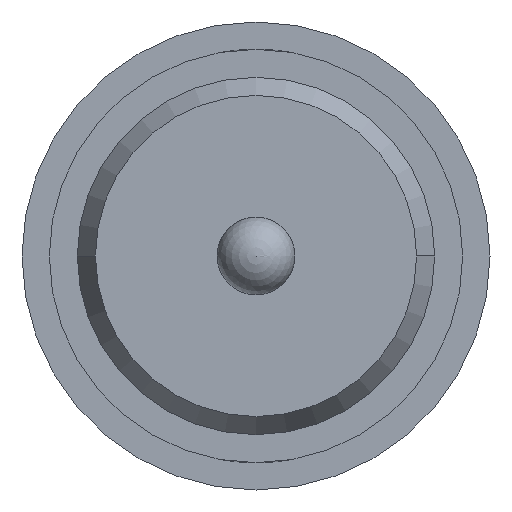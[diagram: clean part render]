
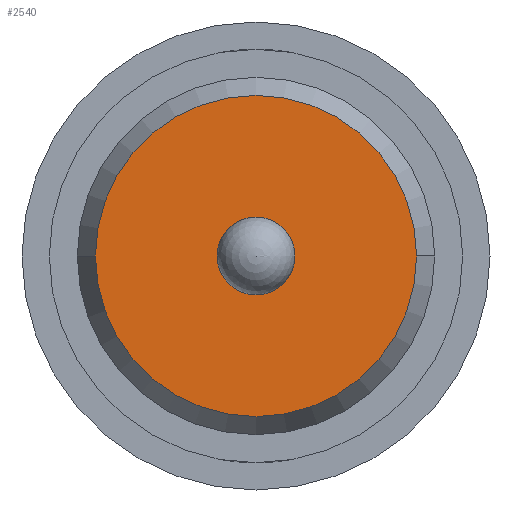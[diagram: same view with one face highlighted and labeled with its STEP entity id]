
A CAD part, front view. The second image highlights one B-rep face of the part: STEP entity #2540.
In plain terms, the highlighted planar face has unit normal (0, -1, 0).
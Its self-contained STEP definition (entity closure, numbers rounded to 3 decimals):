
#218 = CIRCLE ( 'NONE', #827, 0.25 ) ;
#305 = CIRCLE ( 'NONE', #3141, 1.03 ) ;
#459 = CARTESIAN_POINT ( 'NONE',  ( 0., -28.6, 0. ) ) ;
#499 = CARTESIAN_POINT ( 'NONE',  ( 0., -28.6, 0. ) ) ;
#506 = VERTEX_POINT ( 'NONE', #2855 ) ;
#567 = PLANE ( 'NONE',  #670 ) ;
#670 = AXIS2_PLACEMENT_3D ( 'NONE', #983, #4025, #4466 ) ;
#827 = AXIS2_PLACEMENT_3D ( 'NONE', #459, #2521, #4670 ) ;
#937 = DIRECTION ( 'NONE',  ( 1., 0., 0. ) ) ;
#983 = CARTESIAN_POINT ( 'NONE',  ( -1.145, -28.6, 0. ) ) ;
#1225 = VERTEX_POINT ( 'NONE', #4469 ) ;
#1767 = DIRECTION ( 'NONE',  ( 1., 0., 0. ) ) ;
#1924 = CARTESIAN_POINT ( 'NONE',  ( 1.03, -28.6, 0. ) ) ;
#1956 = EDGE_LOOP ( 'NONE', ( #3171, #2127 ) ) ;
#1994 = CIRCLE ( 'NONE', #3899, 1.03 ) ;
#2127 = ORIENTED_EDGE ( 'NONE', *, *, #3089, .T. ) ;
#2253 = CIRCLE ( 'NONE', #4128, 0.25 ) ;
#2521 = DIRECTION ( 'NONE',  ( 0., 1., 0. ) ) ;
#2526 = ORIENTED_EDGE ( 'NONE', *, *, #4862, .T. ) ;
#2540 = ADVANCED_FACE ( 'Defeature ausgef�hrt1_17', ( #2880, #5166 ), #567, .T. ) ;
#2579 = EDGE_LOOP ( 'NONE', ( #2526, #2838 ) ) ;
#2665 = DIRECTION ( 'NONE',  ( 0., 1., 0. ) ) ;
#2838 = ORIENTED_EDGE ( 'NONE', *, *, #4831, .T. ) ;
#2855 = CARTESIAN_POINT ( 'NONE',  ( 0., -28.6, -0.25 ) ) ;
#2880 = FACE_BOUND ( 'NONE', #2579, .T. ) ;
#3015 = EDGE_CURVE ( 'Defeature ausgef�hrt1_17+Defeature ausgef�hrt1_16+Defeature ausgef�hrt1_16+Defeature ausgef�hrt1_16', #3244, #3735, #1994, .T. ) ;
#3088 = DIRECTION ( 'NONE',  ( 0., 0., -1. ) ) ;
#3089 = EDGE_CURVE ( 'Defeature ausgef�hrt1_17+Defeature ausgef�hrt1_16+Defeature ausgef�hrt1_16+Defeature ausgef�hrt1_16', #3735, #3244, #305, .T. ) ;
#3141 = AXIS2_PLACEMENT_3D ( 'NONE', #499, #3958, #937 ) ;
#3171 = ORIENTED_EDGE ( 'NONE', *, *, #3015, .T. ) ;
#3244 = VERTEX_POINT ( 'NONE', #4946 ) ;
#3523 = DIRECTION ( 'NONE',  ( 0., -1., 0. ) ) ;
#3735 = VERTEX_POINT ( 'NONE', #1924 ) ;
#3899 = AXIS2_PLACEMENT_3D ( 'NONE', #4847, #3523, #1767 ) ;
#3958 = DIRECTION ( 'NONE',  ( 0., -1., 0. ) ) ;
#4025 = DIRECTION ( 'NONE',  ( 0., -1., 0. ) ) ;
#4128 = AXIS2_PLACEMENT_3D ( 'NONE', #5240, #2665, #3088 ) ;
#4466 = DIRECTION ( 'NONE',  ( 1., 0., 0. ) ) ;
#4469 = CARTESIAN_POINT ( 'NONE',  ( 0., -28.6, 0.25 ) ) ;
#4670 = DIRECTION ( 'NONE',  ( 0., 0., -1. ) ) ;
#4831 = EDGE_CURVE ( 'Defeature ausgef�hrt1_17+Defeature ausgef�hrt1_14+Defeature ausgef�hrt1_14+Defeature ausgef�hrt1_14', #506, #1225, #218, .T. ) ;
#4847 = CARTESIAN_POINT ( 'NONE',  ( 0., -28.6, 0. ) ) ;
#4862 = EDGE_CURVE ( 'Defeature ausgef�hrt1_17+Defeature ausgef�hrt1_14+Defeature ausgef�hrt1_14+Defeature ausgef�hrt1_14', #1225, #506, #2253, .T. ) ;
#4946 = CARTESIAN_POINT ( 'NONE',  ( -1.03, -28.6, 0. ) ) ;
#5166 = FACE_OUTER_BOUND ( 'NONE', #1956, .T. ) ;
#5240 = CARTESIAN_POINT ( 'NONE',  ( 0., -28.6, 0. ) ) ;
